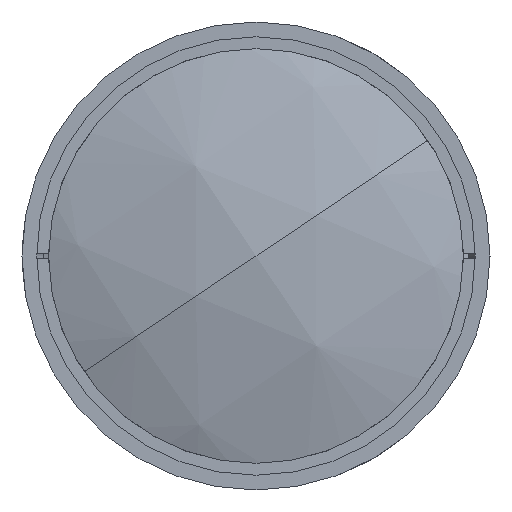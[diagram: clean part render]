
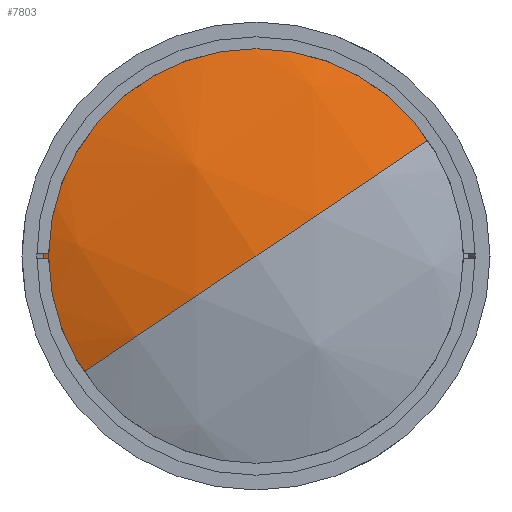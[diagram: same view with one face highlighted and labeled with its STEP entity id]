
A CAD part, left-side view. The second image highlights one B-rep face of the part: STEP entity #7803.
In plain terms, the highlighted spherical face has radius 102.234 mm.
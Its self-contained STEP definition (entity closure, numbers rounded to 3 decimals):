
#457 = CARTESIAN_POINT ( 'NONE',  ( 7.548, -29.871, 20.093 ) ) ;
#846 = CIRCLE ( 'NONE', #11275, 102.234 ) ;
#1076 = VERTEX_POINT ( 'NONE', #17555 ) ;
#1355 = CARTESIAN_POINT ( 'NONE',  ( 103.234, 0., 0. ) ) ;
#1747 = SPHERICAL_SURFACE ( 'NONE', #8381, 102.234 ) ;
#2220 = CARTESIAN_POINT ( 'NONE',  ( 103.234, 0., 0. ) ) ;
#2443 = DIRECTION ( 'NONE',  ( -1., 0., 0. ) ) ;
#2803 = DIRECTION ( 'NONE',  ( 0., -0.83, 0.558 ) ) ;
#3154 = ORIENTED_EDGE ( 'NONE', *, *, #5855, .F. ) ;
#3673 = DIRECTION ( 'NONE',  ( 0., -0.83, 0.558 ) ) ;
#4248 = CIRCLE ( 'NONE', #18456, 102.234 ) ;
#5855 = EDGE_CURVE ( 'NONE', #8370, #1076, #4248, .T. ) ;
#6119 = CARTESIAN_POINT ( 'NONE',  ( 103.234, 0., 0. ) ) ;
#6973 = ORIENTED_EDGE ( 'NONE', *, *, #13785, .T. ) ;
#7053 = CARTESIAN_POINT ( 'NONE',  ( 7.548, 29.871, -20.093 ) ) ;
#7556 = DIRECTION ( 'NONE',  ( 0., 0.83, -0.558 ) ) ;
#7803 = ADVANCED_FACE ( 'NONE', ( #12740 ), #1747, .T. ) ;
#8370 = VERTEX_POINT ( 'NONE', #457 ) ;
#8381 = AXIS2_PLACEMENT_3D ( 'NONE', #1355, #11402, #2803 ) ;
#11036 = CARTESIAN_POINT ( 'NONE',  ( 7.548, 0., 0. ) ) ;
#11275 = AXIS2_PLACEMENT_3D ( 'NONE', #2220, #12268, #3673 ) ;
#11402 = DIRECTION ( 'NONE',  ( 0., 0.558, 0.83 ) ) ;
#12268 = DIRECTION ( 'NONE',  ( 0., 0.558, 0.83 ) ) ;
#12484 = DIRECTION ( 'NONE',  ( 0., 0.558, 0.83 ) ) ;
#12709 = CIRCLE ( 'NONE', #14299, 36. ) ;
#12740 = FACE_OUTER_BOUND ( 'NONE', #15708, .T. ) ;
#13785 = EDGE_CURVE ( 'NONE', #14929, #1076, #846, .T. ) ;
#14299 = AXIS2_PLACEMENT_3D ( 'NONE', #11036, #2443, #12484 ) ;
#14929 = VERTEX_POINT ( 'NONE', #7053 ) ;
#15708 = EDGE_LOOP ( 'NONE', ( #16725, #6973, #3154 ) ) ;
#15793 = EDGE_CURVE ( 'NONE', #8370, #14929, #12709, .T. ) ;
#16148 = DIRECTION ( 'NONE',  ( 0., -0.558, -0.83 ) ) ;
#16725 = ORIENTED_EDGE ( 'NONE', *, *, #15793, .T. ) ;
#17555 = CARTESIAN_POINT ( 'NONE',  ( 1., 0., 0. ) ) ;
#18456 = AXIS2_PLACEMENT_3D ( 'NONE', #6119, #16148, #7556 ) ;
